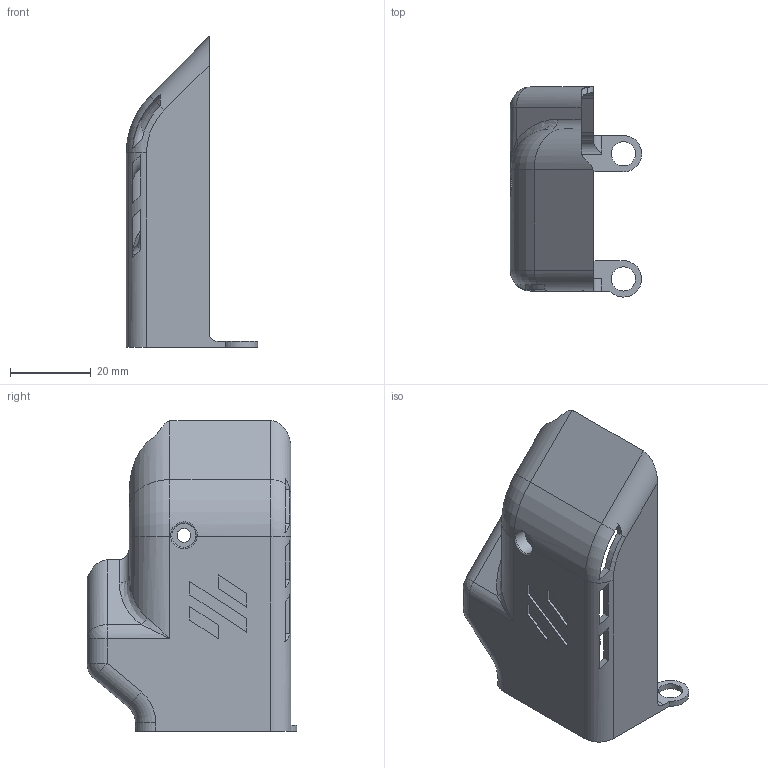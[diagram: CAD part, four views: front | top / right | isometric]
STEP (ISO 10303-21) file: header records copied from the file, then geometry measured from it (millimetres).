
FILE_DESCRIPTION(('HOOPS Exchange Step'),'2;1');
FILE_NAME('temp_export','2021-06-14T07:36:42+02:00',('mobile'),('Shapr3D Limited'),'HOOPS Exchange 2021.1','Shapr3D','Authorized');
FILE_SCHEMA( ('AP203_CONFIGURATION_CONTROLLED_3D_DESIGN_OF_MECHANICAL_PARTS_AND_ASSEMBLIES_MIM_LF') );
Length unit declared in the file: millimetre
Products named in the file (1): 73369677-18A3-4B99-B659-93E95F536363.tmp
Bounding box: 32.5 x 52 x 77 mm (x, y, z)
Volume: 9781.4 mm3; surface area: 13507.7 mm2
Topology: 2 solids, 2 shells, 139 faces, 395 edges, 244 vertices
Faces by surface type: plane 64, cylinder 48, bspline 11, torus 10, sphere 6
Full cylindrical faces by diameter (mm): 3.4 x2, 6 x4
Entity records: 7973 total; most frequent: CARTESIAN_POINT 4326, ORIENTED_EDGE 768, DIRECTION 761, EDGE_CURVE 384, AXIS2_PLACEMENT_3D 277, VERTEX_POINT 244, VECTOR 207, LINE 207
